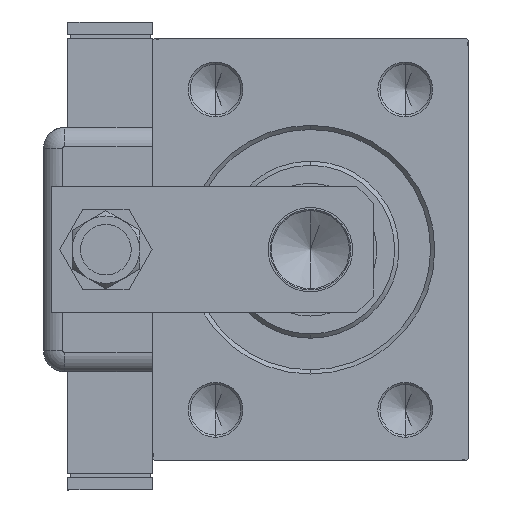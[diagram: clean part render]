
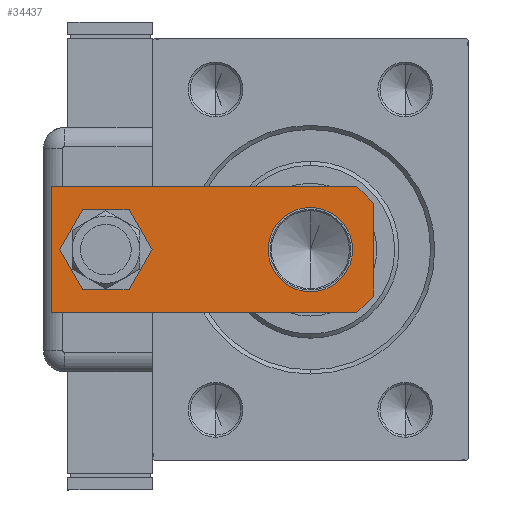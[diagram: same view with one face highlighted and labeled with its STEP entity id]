
A CAD part, left-side view. The second image highlights one B-rep face of the part: STEP entity #34437.
In plain terms, the highlighted face is planar.
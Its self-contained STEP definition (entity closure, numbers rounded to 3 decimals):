
#507 = EDGE_CURVE ( 'NONE', #41967, #14765, #8714, .T. ) ;
#763 = DIRECTION ( 'NONE',  ( 0., 0., 1. ) ) ;
#1015 = CARTESIAN_POINT ( 'NONE',  ( 11., 0., 0. ) ) ;
#1828 = ORIENTED_EDGE ( 'NONE', *, *, #507, .F. ) ;
#2656 = CARTESIAN_POINT ( 'NONE',  ( 15., 4., 0. ) ) ;
#4176 = FACE_OUTER_BOUND ( 'NONE', #36916, .T. ) ;
#5039 = ORIENTED_EDGE ( 'NONE', *, *, #15639, .F. ) ;
#6865 = LINE ( 'NONE', #44665, #13308 ) ;
#7250 = CIRCLE ( 'NONE', #38625, 7. ) ;
#7359 = CARTESIAN_POINT ( 'NONE',  ( 15., 4., 0. ) ) ;
#8345 = CIRCLE ( 'NONE', #9312, 10. ) ;
#8714 = LINE ( 'NONE', #19050, #20876 ) ;
#9312 = AXIS2_PLACEMENT_3D ( 'NONE', #11758, #15755, #30496 ) ;
#10090 = VERTEX_POINT ( 'NONE', #58967 ) ;
#11086 = CARTESIAN_POINT ( 'NONE',  ( 0., 15., 0. ) ) ;
#11421 = EDGE_CURVE ( 'NONE', #10090, #18675, #7250, .T. ) ;
#11758 = CARTESIAN_POINT ( 'NONE',  ( 0., 15., 0. ) ) ;
#12274 = CARTESIAN_POINT ( 'NONE',  ( -15., 4., 0. ) ) ;
#12630 = VERTEX_POINT ( 'NONE', #52299 ) ;
#13174 = CARTESIAN_POINT ( 'NONE',  ( -11., 0., 0. ) ) ;
#13308 = VECTOR ( 'NONE', #53891, 1000. ) ;
#13908 = AXIS2_PLACEMENT_3D ( 'NONE', #22300, #56394, #27209 ) ;
#14094 = ORIENTED_EDGE ( 'NONE', *, *, #39564, .F. ) ;
#14765 = VERTEX_POINT ( 'NONE', #1015 ) ;
#14893 = CARTESIAN_POINT ( 'NONE',  ( 0., 63.5, 0. ) ) ;
#15504 = LINE ( 'NONE', #33343, #35759 ) ;
#15639 = EDGE_CURVE ( 'NONE', #18017, #60502, #6865, .T. ) ;
#15660 = CARTESIAN_POINT ( 'NONE',  ( 7., 63.5, 0. ) ) ;
#15755 = DIRECTION ( 'NONE',  ( 0., 0., 1. ) ) ;
#16068 = DIRECTION ( 'NONE',  ( 0., 0., 1. ) ) ;
#16678 = DIRECTION ( 'NONE',  ( 1., 0., 0. ) ) ;
#17438 = ORIENTED_EDGE ( 'NONE', *, *, #47403, .T. ) ;
#17637 = DIRECTION ( 'NONE',  ( 1., 0., 0. ) ) ;
#18017 = VERTEX_POINT ( 'NONE', #7359 ) ;
#18675 = VERTEX_POINT ( 'NONE', #15660 ) ;
#19050 = CARTESIAN_POINT ( 'NONE',  ( -15., 0., 0. ) ) ;
#19824 = CARTESIAN_POINT ( 'NONE',  ( -15., 76.5, 0. ) ) ;
#20876 = VECTOR ( 'NONE', #17637, 1000. ) ;
#21873 = CARTESIAN_POINT ( 'NONE',  ( -15., 76.5, 0. ) ) ;
#22300 = CARTESIAN_POINT ( 'NONE',  ( 0., 0., 0. ) ) ;
#23127 = ORIENTED_EDGE ( 'NONE', *, *, #35218, .T. ) ;
#23399 = EDGE_CURVE ( 'NONE', #36555, #40381, #44115, .T. ) ;
#24585 = CIRCLE ( 'NONE', #31495, 10. ) ;
#25698 = LINE ( 'NONE', #2656, #55161 ) ;
#26069 = ORIENTED_EDGE ( 'NONE', *, *, #40897, .T. ) ;
#27209 = DIRECTION ( 'NONE',  ( 1., 0., 0. ) ) ;
#27236 = VECTOR ( 'NONE', #33958, 1000. ) ;
#29146 = CARTESIAN_POINT ( 'NONE',  ( -10., 15., 0. ) ) ;
#30496 = DIRECTION ( 'NONE',  ( 1., 0., 0. ) ) ;
#31495 = AXIS2_PLACEMENT_3D ( 'NONE', #11086, #39669, #35048 ) ;
#31528 = DIRECTION ( 'NONE',  ( -0.707, -0.707, 0. ) ) ;
#32514 = CARTESIAN_POINT ( 'NONE',  ( 15., 76.5, 0. ) ) ;
#33343 = CARTESIAN_POINT ( 'NONE',  ( 15., 76.5, 0. ) ) ;
#33732 = DIRECTION ( 'NONE',  ( -0.707, 0.707, 0. ) ) ;
#33958 = DIRECTION ( 'NONE',  ( 0., -1., 0. ) ) ;
#34035 = CARTESIAN_POINT ( 'NONE',  ( -11., 0., 0. ) ) ;
#34437 = ADVANCED_FACE ( 'NONE', ( #4176, #50611, #60718 ), #41356, .F. ) ;
#34753 = EDGE_LOOP ( 'NONE', ( #53488, #44897 ) ) ;
#35048 = DIRECTION ( 'NONE',  ( 1., 0., 0. ) ) ;
#35218 = EDGE_CURVE ( 'NONE', #18017, #14765, #25698, .T. ) ;
#35759 = VECTOR ( 'NONE', #43487, 1000. ) ;
#36555 = VERTEX_POINT ( 'NONE', #21873 ) ;
#36916 = EDGE_LOOP ( 'NONE', ( #1828, #17438, #48682, #14094, #5039, #23127 ) ) ;
#38625 = AXIS2_PLACEMENT_3D ( 'NONE', #40639, #16068, #16678 ) ;
#39564 = EDGE_CURVE ( 'NONE', #60502, #36555, #15504, .T. ) ;
#39669 = DIRECTION ( 'NONE',  ( 0., 0., 1. ) ) ;
#40381 = VERTEX_POINT ( 'NONE', #12274 ) ;
#40639 = CARTESIAN_POINT ( 'NONE',  ( 0., 63.5, 0. ) ) ;
#40897 = EDGE_CURVE ( 'NONE', #12630, #49685, #8345, .T. ) ;
#41342 = ORIENTED_EDGE ( 'NONE', *, *, #59151, .T. ) ;
#41356 = PLANE ( 'NONE',  #13908 ) ;
#41967 = VERTEX_POINT ( 'NONE', #13174 ) ;
#42666 = LINE ( 'NONE', #34035, #43967 ) ;
#43487 = DIRECTION ( 'NONE',  ( -1., 0., 0. ) ) ;
#43892 = EDGE_CURVE ( 'NONE', #18675, #10090, #59558, .T. ) ;
#43967 = VECTOR ( 'NONE', #33732, 1000. ) ;
#44115 = LINE ( 'NONE', #19824, #27236 ) ;
#44665 = CARTESIAN_POINT ( 'NONE',  ( 15., 0., 0. ) ) ;
#44897 = ORIENTED_EDGE ( 'NONE', *, *, #43892, .T. ) ;
#46603 = DIRECTION ( 'NONE',  ( 1., 0., 0. ) ) ;
#47403 = EDGE_CURVE ( 'NONE', #41967, #40381, #42666, .T. ) ;
#48682 = ORIENTED_EDGE ( 'NONE', *, *, #23399, .F. ) ;
#49086 = EDGE_LOOP ( 'NONE', ( #41342, #26069 ) ) ;
#49685 = VERTEX_POINT ( 'NONE', #29146 ) ;
#50611 = FACE_BOUND ( 'NONE', #34753, .T. ) ;
#50718 = AXIS2_PLACEMENT_3D ( 'NONE', #14893, #763, #46603 ) ;
#52299 = CARTESIAN_POINT ( 'NONE',  ( 10., 15., 0. ) ) ;
#53488 = ORIENTED_EDGE ( 'NONE', *, *, #11421, .T. ) ;
#53891 = DIRECTION ( 'NONE',  ( 0., 1., 0. ) ) ;
#55161 = VECTOR ( 'NONE', #31528, 1000. ) ;
#56394 = DIRECTION ( 'NONE',  ( 0., 0., 1. ) ) ;
#58967 = CARTESIAN_POINT ( 'NONE',  ( -7., 63.5, 0. ) ) ;
#59151 = EDGE_CURVE ( 'NONE', #49685, #12630, #24585, .T. ) ;
#59558 = CIRCLE ( 'NONE', #50718, 7. ) ;
#60502 = VERTEX_POINT ( 'NONE', #32514 ) ;
#60718 = FACE_BOUND ( 'NONE', #49086, .T. ) ;
